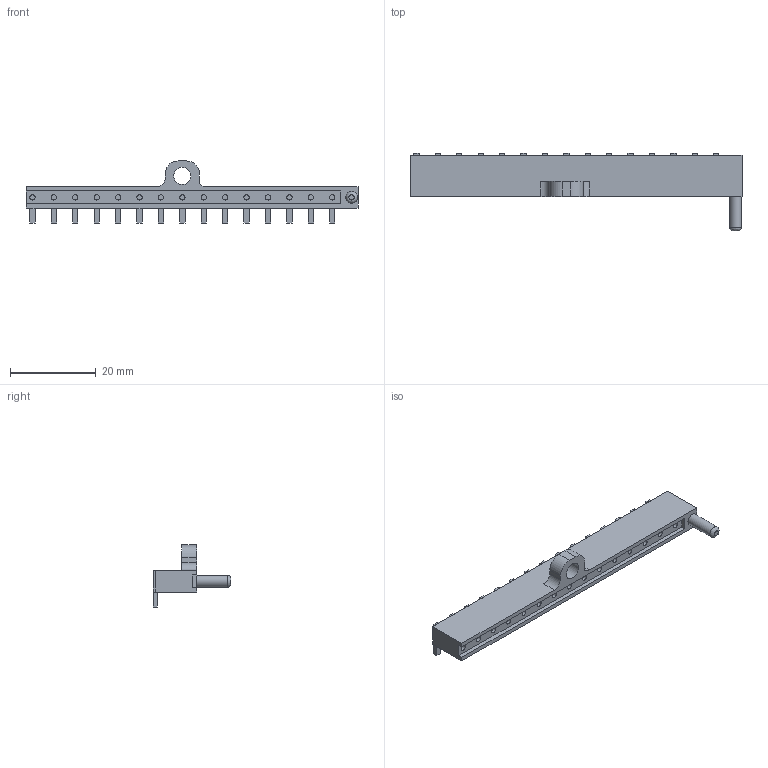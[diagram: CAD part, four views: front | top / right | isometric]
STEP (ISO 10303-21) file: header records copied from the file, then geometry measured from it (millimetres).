
FILE_DESCRIPTION(/* description */ (''),/* implementation_level */ '2;1');
FILE_NAME(/* name */ 'Conn_01x15 v6.step',/* time_stamp */ '2023-01-24T00:14:27+01:00',/* author */ (''),/* organization */ (''),/* preprocessor_version */ 'ST-DEVELOPER v19.2',/* originating_system */ 'Autodesk Translation Framework v11.17.0.187',/* authorisation */ '');
FILE_SCHEMA (('AUTOMOTIVE_DESIGN { 1 0 10303 214 3 1 1 }'));
Length unit declared in the file: millimetre
Products named in the file (1): Conn_01x15
Bounding box: 77.5 x 18.11 x 14.5 mm (x, y, z)
Volume: 3630.2 mm3; surface area: 3782.8 mm2
Topology: 16 solids, 17 shells, 219 faces, 525 edges, 340 vertices
Faces by surface type: plane 196, cylinder 22, bspline 1
Full cylindrical faces by diameter (mm): 1.25 x15, 2.75 x1, 4 x2
Entity records: 6379 total; most frequent: CARTESIAN_POINT 1111, ORIENTED_EDGE 1048, DIRECTION 1010, EDGE_CURVE 525, LINE 478, VECTOR 478, VERTEX_POINT 340, AXIS2_PLACEMENT_3D 266
